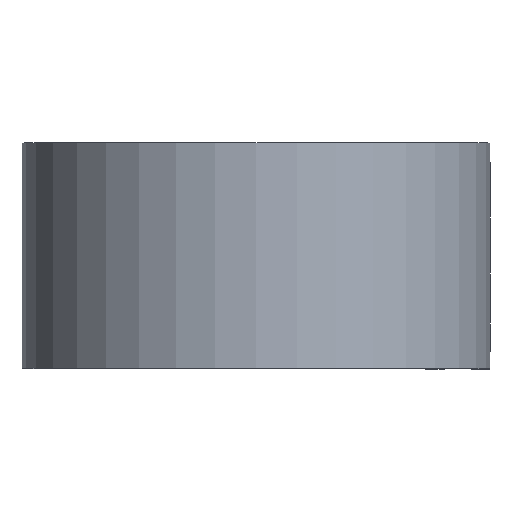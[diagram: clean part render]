
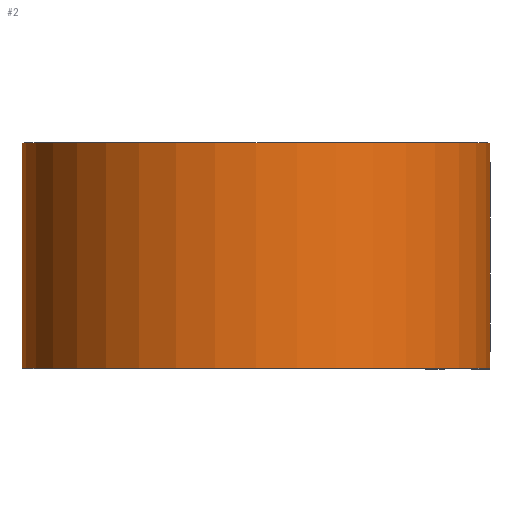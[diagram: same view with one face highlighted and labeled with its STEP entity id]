
A CAD part, top view. The second image highlights one B-rep face of the part: STEP entity #2.
In plain terms, the highlighted cylindrical face has radius 19.774 mm (diameter 39.548 mm), a partial arc.
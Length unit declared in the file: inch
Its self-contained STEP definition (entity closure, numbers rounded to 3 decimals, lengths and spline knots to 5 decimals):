
#2 = ADVANCED_FACE ( 'NONE', ( #596 ), #633, .T. ) ;
#44 = ORIENTED_EDGE ( 'NONE', *, *, #217, .F. ) ;
#45 = EDGE_CURVE ( 'NONE', #468, #204, #523, .T. ) ;
#56 = EDGE_LOOP ( 'NONE', ( #575, #476, #44, #141 ) ) ;
#60 = CARTESIAN_POINT ( 'NONE',  ( 0.7785, 0.375, 0. ) ) ;
#79 = AXIS2_PLACEMENT_3D ( 'NONE', #86, #563, #139 ) ;
#86 = CARTESIAN_POINT ( 'NONE',  ( 0., 0.375, 0. ) ) ;
#92 = EDGE_CURVE ( 'NONE', #530, #204, #472, .T. ) ;
#113 = CARTESIAN_POINT ( 'NONE',  ( 0.7785, -0.375, 0. ) ) ;
#132 = CARTESIAN_POINT ( 'NONE',  ( 0., 0.375, -0.7785 ) ) ;
#139 = DIRECTION ( 'NONE',  ( 0., 0., -1. ) ) ;
#141 = ORIENTED_EDGE ( 'NONE', *, *, #272, .T. ) ;
#142 = DIRECTION ( 'NONE',  ( 0., -1., 0. ) ) ;
#184 = VECTOR ( 'NONE', #610, 39.37008 ) ;
#204 = VERTEX_POINT ( 'NONE', #113 ) ;
#212 = LINE ( 'NONE', #132, #184 ) ;
#217 = EDGE_CURVE ( 'NONE', #477, #468, #240, .T. ) ;
#240 = CIRCLE ( 'NONE', #572, 0.7785 ) ;
#242 = AXIS2_PLACEMENT_3D ( 'NONE', #348, #354, #400 ) ;
#262 = DIRECTION ( 'NONE',  ( 1., 0., 0. ) ) ;
#272 = EDGE_CURVE ( 'NONE', #477, #530, #212, .T. ) ;
#294 = CARTESIAN_POINT ( 'NONE',  ( 0., 0.375, -0.7785 ) ) ;
#307 = CARTESIAN_POINT ( 'NONE',  ( 0.7785, 0.375, 0. ) ) ;
#329 = CARTESIAN_POINT ( 'NONE',  ( 0., -0.375, -0.7785 ) ) ;
#348 = CARTESIAN_POINT ( 'NONE',  ( 0., -0.375, 0. ) ) ;
#354 = DIRECTION ( 'NONE',  ( 0., 1., 0. ) ) ;
#400 = DIRECTION ( 'NONE',  ( 1., 0., 0. ) ) ;
#468 = VERTEX_POINT ( 'NONE', #60 ) ;
#472 = CIRCLE ( 'NONE', #242, 0.7785 ) ;
#475 = DIRECTION ( 'NONE',  ( 0., 1., 0. ) ) ;
#476 = ORIENTED_EDGE ( 'NONE', *, *, #45, .F. ) ;
#477 = VERTEX_POINT ( 'NONE', #294 ) ;
#517 = VECTOR ( 'NONE', #142, 39.37008 ) ;
#523 = LINE ( 'NONE', #307, #517 ) ;
#530 = VERTEX_POINT ( 'NONE', #329 ) ;
#563 = DIRECTION ( 'NONE',  ( 0., -1., 0. ) ) ;
#572 = AXIS2_PLACEMENT_3D ( 'NONE', #619, #475, #262 ) ;
#575 = ORIENTED_EDGE ( 'NONE', *, *, #92, .T. ) ;
#596 = FACE_OUTER_BOUND ( 'NONE', #56, .T. ) ;
#610 = DIRECTION ( 'NONE',  ( 0., -1., 0. ) ) ;
#619 = CARTESIAN_POINT ( 'NONE',  ( 0., 0.375, 0. ) ) ;
#633 = CYLINDRICAL_SURFACE ( 'NONE', #79, 0.7785 ) ;
